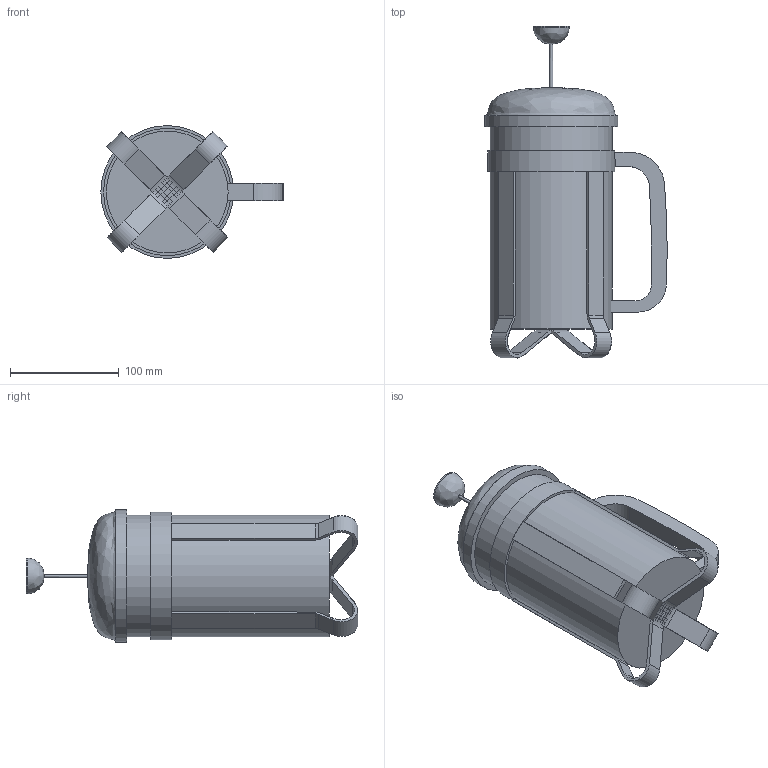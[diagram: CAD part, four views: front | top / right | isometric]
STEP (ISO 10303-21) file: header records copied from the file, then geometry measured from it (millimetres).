
FILE_DESCRIPTION((('zoo.dev export')), '2;1');
FILE_NAME('dump.step', '2024-12-04T16:50:10.956175731+00:00', ('Author unknown'), ('Organization unknown'), 'zoo.dev beta', 'zoo.dev', 'Authorization unknown');
FILE_SCHEMA(('AP203_CONFIGURATION_CONTROLLED_3D_DESIGN_OF_MECHANICAL_PARTS_AND_ASSEMBLIES_MIM_LF'));
Length unit declared in the file: metre
Products named in the file (12): UNIDENTIFIED_PRODUCT
Bounding box: 167.75 x 305.31 x 122.17 mm (x, y, z)
Volume: 767695.1 mm3; surface area: 308153.7 mm2
Topology: 12 solids, 12 shells, 143 faces, 346 edges, 228 vertices
Faces by surface type: plane 77, cylinder 57, bspline 9
Full cylindrical faces by diameter (mm): 2.54 x1, 7.62 x2, 10.16 x4, 15.24 x8, 33.02 x1, 99.822 x1, 104.394 x1, 106.934 x1, 108.458 x1, 112.014 x2, 117.094 x1, 122.174 x1
Entity records: 4436 total; most frequent: CARTESIAN_POINT 908, DIRECTION 669, ORIENTED_EDGE 626, EDGE_CURVE 354, AXIS2_PLACEMENT_3D 259, VERTEX_POINT 228, VECTOR 228, LINE 228
